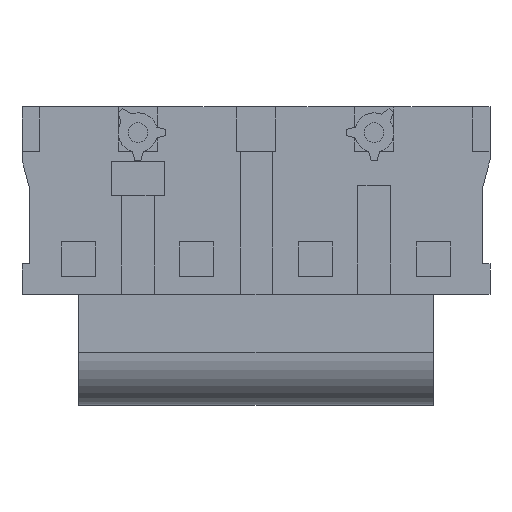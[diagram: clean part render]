
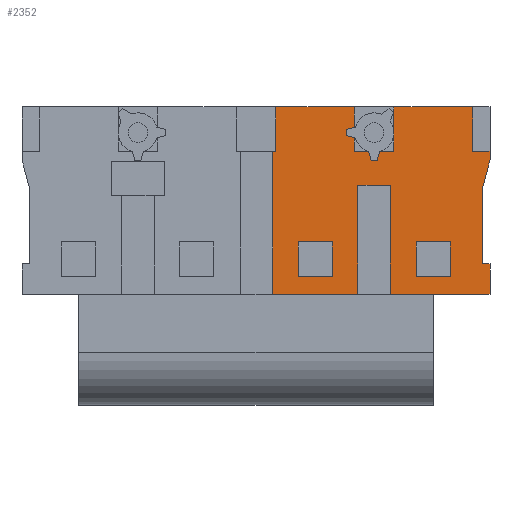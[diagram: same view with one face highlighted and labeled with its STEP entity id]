
A CAD part, front view. The second image highlights one B-rep face of the part: STEP entity #2352.
In plain terms, the highlighted planar face has unit normal (0, -1, 0).
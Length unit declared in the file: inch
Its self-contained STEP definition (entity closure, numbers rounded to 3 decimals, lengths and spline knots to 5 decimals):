
#185=DIRECTION('',(0.,0.,-1.));
#186=VECTOR('',#185,0.045);
#187=CARTESIAN_POINT('',(0.2115,-0.055,-0.05475));
#188=LINE('',#187,#186);
#189=DIRECTION('',(1.,0.,0.));
#190=VECTOR('',#189,0.045);
#191=CARTESIAN_POINT('',(0.2115,-0.055,-0.09975));
#192=LINE('',#191,#190);
#193=DIRECTION('',(0.,0.,-1.));
#194=VECTOR('',#193,0.045);
#195=CARTESIAN_POINT('',(0.2565,-0.055,-0.05475));
#196=LINE('',#195,#194);
#197=DIRECTION('',(1.,0.,0.));
#198=VECTOR('',#197,0.045);
#199=CARTESIAN_POINT('',(0.2115,-0.055,-0.05475));
#200=LINE('',#199,#198);
#201=DIRECTION('',(0.,0.,-1.));
#202=VECTOR('',#201,0.045);
#203=CARTESIAN_POINT('',(0.0555,-0.055,-0.05475));
#204=LINE('',#203,#202);
#205=DIRECTION('',(1.,0.,0.));
#206=VECTOR('',#205,0.045);
#207=CARTESIAN_POINT('',(0.0555,-0.055,-0.09975));
#208=LINE('',#207,#206);
#209=DIRECTION('',(0.,0.,-1.));
#210=VECTOR('',#209,0.045);
#211=CARTESIAN_POINT('',(0.1005,-0.055,-0.05475));
#212=LINE('',#211,#210);
#213=DIRECTION('',(1.,0.,0.));
#214=VECTOR('',#213,0.045);
#215=CARTESIAN_POINT('',(0.0555,-0.055,-0.05475));
#216=LINE('',#215,#214);
#249=DIRECTION('',(0.,0.,1.));
#250=VECTOR('',#249,0.1);
#251=CARTESIAN_POINT('',(0.299,-0.055,-0.08375));
#252=LINE('',#251,#250);
#253=DIRECTION('',(-1.,0.,0.));
#254=VECTOR('',#253,0.01);
#255=CARTESIAN_POINT('',(0.309,-0.055,-0.08375));
#256=LINE('',#255,#254);
#257=DIRECTION('',(1.,0.,0.));
#258=VECTOR('',#257,0.0565);
#259=CARTESIAN_POINT('',(0.1775,-0.055,-0.12375));
#260=LINE('',#259,#258);
#261=DIRECTION('',(0.,0.,1.));
#262=VECTOR('',#261,0.14375);
#263=CARTESIAN_POINT('',(0.1775,-0.055,-0.12375));
#264=LINE('',#263,#262);
#265=DIRECTION('',(-1.,0.,0.));
#266=VECTOR('',#265,0.043);
#267=CARTESIAN_POINT('',(0.1775,-0.055,0.02));
#268=LINE('',#267,#266);
#269=DIRECTION('',(0.,0.,1.));
#270=VECTOR('',#269,0.14375);
#271=CARTESIAN_POINT('',(0.1345,-0.055,-0.12375));
#272=LINE('',#271,#270);
#273=DIRECTION('',(1.,0.,0.));
#274=VECTOR('',#273,0.1125);
#275=CARTESIAN_POINT('',(0.022,-0.055,-0.12375));
#276=LINE('',#275,#274);
#277=DIRECTION('',(0.,0.,1.));
#278=VECTOR('',#277,0.1885);
#279=CARTESIAN_POINT('',(0.022,-0.055,-0.12375));
#280=LINE('',#279,#278);
#281=DIRECTION('',(1.,0.,0.));
#282=VECTOR('',#281,0.004);
#283=CARTESIAN_POINT('',(0.022,-0.055,0.06475));
#284=LINE('',#283,#282);
#285=DIRECTION('',(0.,0.,-1.));
#286=VECTOR('',#285,0.059);
#287=CARTESIAN_POINT('',(0.13,-0.055,0.12375));
#288=LINE('',#287,#286);
#289=DIRECTION('',(1.,0.,0.));
#290=VECTOR('',#289,0.052);
#291=CARTESIAN_POINT('',(0.13,-0.055,0.06475));
#292=LINE('',#291,#290);
#293=DIRECTION('',(0.,0.,-1.));
#294=VECTOR('',#293,0.059);
#295=CARTESIAN_POINT('',(0.286,-0.055,0.12375));
#296=LINE('',#295,#294);
#297=DIRECTION('',(1.,0.,0.));
#298=VECTOR('',#297,0.023);
#299=CARTESIAN_POINT('',(0.286,-0.055,0.06475));
#300=LINE('',#299,#298);
#301=DIRECTION('',(0.259,0.,0.966));
#302=VECTOR('',#301,0.03864);
#303=CARTESIAN_POINT('',(0.299,-0.055,0.01625));
#304=LINE('',#303,#302);
#621=DIRECTION('',(0.,0.,-1.));
#622=VECTOR('',#621,0.01118);
#623=CARTESIAN_POINT('',(0.309,-0.055,0.06475));
#624=LINE('',#623,#622);
#669=DIRECTION('',(0.,0.,-1.));
#670=VECTOR('',#669,0.04);
#671=CARTESIAN_POINT('',(0.309,-0.055,-0.08375));
#672=LINE('',#671,#670);
#757=DIRECTION('',(-1.,0.,0.));
#758=VECTOR('',#757,0.104);
#759=CARTESIAN_POINT('',(0.286,-0.055,0.12375));
#760=LINE('',#759,#758);
#769=DIRECTION('',(-1.,0.,0.));
#770=VECTOR('',#769,0.104);
#771=CARTESIAN_POINT('',(0.13,-0.055,0.12375));
#772=LINE('',#771,#770);
#973=DIRECTION('',(0.,0.,-1.));
#974=VECTOR('',#973,0.059);
#975=CARTESIAN_POINT('',(0.026,-0.055,0.12375));
#976=LINE('',#975,#974);
#1122=DIRECTION('',(0.,0.,-1.));
#1123=VECTOR('',#1122,0.059);
#1124=CARTESIAN_POINT('',(0.182,-0.055,0.12375));
#1125=LINE('',#1124,#1123);
#1420=DIRECTION('',(1.,0.,0.));
#1421=VECTOR('',#1420,0.075);
#1422=CARTESIAN_POINT('',(0.234,-0.055,-0.12375));
#1423=LINE('',#1422,#1421);
#1629=CARTESIAN_POINT('',(0.309,-0.055,-0.12375));
#1631=VERTEX_POINT('',#1629);
#1647=CARTESIAN_POINT('',(0.309,-0.055,0.06475));
#1648=VERTEX_POINT('',#1647);
#1650=CARTESIAN_POINT('',(0.182,-0.055,0.12375));
#1652=VERTEX_POINT('',#1650);
#1654=CARTESIAN_POINT('',(0.286,-0.055,0.12375));
#1656=VERTEX_POINT('',#1654);
#1660=CARTESIAN_POINT('',(0.182,-0.055,0.06475));
#1662=VERTEX_POINT('',#1660);
#1663=CARTESIAN_POINT('',(0.286,-0.055,0.06475));
#1664=VERTEX_POINT('',#1663);
#1666=CARTESIAN_POINT('',(0.026,-0.055,0.12375));
#1668=VERTEX_POINT('',#1666);
#1670=CARTESIAN_POINT('',(0.13,-0.055,0.12375));
#1672=VERTEX_POINT('',#1670);
#1675=CARTESIAN_POINT('',(0.026,-0.055,0.06475));
#1676=VERTEX_POINT('',#1675);
#1678=CARTESIAN_POINT('',(0.13,-0.055,0.06475));
#1680=VERTEX_POINT('',#1678);
#1765=CARTESIAN_POINT('',(0.234,-0.055,-0.12375));
#1767=VERTEX_POINT('',#1765);
#1789=CARTESIAN_POINT('',(0.2115,-0.055,-0.05475));
#1790=CARTESIAN_POINT('',(0.2115,-0.055,-0.09975));
#1791=VERTEX_POINT('',#1789);
#1792=VERTEX_POINT('',#1790);
#1793=CARTESIAN_POINT('',(0.2565,-0.055,-0.05475));
#1794=CARTESIAN_POINT('',(0.2565,-0.055,-0.09975));
#1795=VERTEX_POINT('',#1793);
#1796=VERTEX_POINT('',#1794);
#1937=CARTESIAN_POINT('',(0.1345,-0.055,-0.12375));
#1938=CARTESIAN_POINT('',(0.1345,-0.055,0.02));
#1939=VERTEX_POINT('',#1937);
#1940=VERTEX_POINT('',#1938);
#1941=CARTESIAN_POINT('',(0.1775,-0.055,-0.12375));
#1942=CARTESIAN_POINT('',(0.1775,-0.055,0.02));
#1943=VERTEX_POINT('',#1941);
#1944=VERTEX_POINT('',#1942);
#1961=CARTESIAN_POINT('',(0.0555,-0.055,-0.05475));
#1962=CARTESIAN_POINT('',(0.0555,-0.055,-0.09975));
#1963=VERTEX_POINT('',#1961);
#1964=VERTEX_POINT('',#1962);
#1965=CARTESIAN_POINT('',(0.1005,-0.055,-0.05475));
#1966=CARTESIAN_POINT('',(0.1005,-0.055,-0.09975));
#1967=VERTEX_POINT('',#1965);
#1968=VERTEX_POINT('',#1966);
#2061=CARTESIAN_POINT('',(0.022,-0.055,-0.12375));
#2062=CARTESIAN_POINT('',(0.022,-0.055,0.06475));
#2063=VERTEX_POINT('',#2061);
#2064=VERTEX_POINT('',#2062);
#2089=CARTESIAN_POINT('',(0.309,-0.055,0.05357));
#2091=VERTEX_POINT('',#2089);
#2093=CARTESIAN_POINT('',(0.309,-0.055,-0.08375));
#2095=VERTEX_POINT('',#2093);
#2097=CARTESIAN_POINT('',(0.299,-0.055,-0.08375));
#2098=CARTESIAN_POINT('',(0.299,-0.055,0.01625));
#2099=VERTEX_POINT('',#2097);
#2100=VERTEX_POINT('',#2098);
#2284=CARTESIAN_POINT('',(-0.309,-0.055,0.06475));
#2285=DIRECTION('',(0.,-1.,0.));
#2286=DIRECTION('',(0.,0.,-1.));
#2287=AXIS2_PLACEMENT_3D('',#2284,#2285,#2286);
#2288=PLANE('',#2287);
#2290=ORIENTED_EDGE('',*,*,#2289,.F.);
#2292=ORIENTED_EDGE('',*,*,#2291,.F.);
#2294=ORIENTED_EDGE('',*,*,#2293,.T.);
#2296=ORIENTED_EDGE('',*,*,#2295,.F.);
#2298=ORIENTED_EDGE('',*,*,#2297,.F.);
#2300=ORIENTED_EDGE('',*,*,#2299,.T.);
#2302=ORIENTED_EDGE('',*,*,#2301,.T.);
#2304=ORIENTED_EDGE('',*,*,#2303,.F.);
#2306=ORIENTED_EDGE('',*,*,#2305,.F.);
#2308=ORIENTED_EDGE('',*,*,#2307,.T.);
#2310=ORIENTED_EDGE('',*,*,#2309,.T.);
#2312=ORIENTED_EDGE('',*,*,#2311,.F.);
#2314=ORIENTED_EDGE('',*,*,#2313,.F.);
#2316=ORIENTED_EDGE('',*,*,#2315,.T.);
#2318=ORIENTED_EDGE('',*,*,#2317,.T.);
#2320=ORIENTED_EDGE('',*,*,#2319,.F.);
#2322=ORIENTED_EDGE('',*,*,#2321,.F.);
#2324=ORIENTED_EDGE('',*,*,#2323,.T.);
#2326=ORIENTED_EDGE('',*,*,#2325,.T.);
#2328=ORIENTED_EDGE('',*,*,#2327,.T.);
#2330=ORIENTED_EDGE('',*,*,#2329,.F.);
#2331=EDGE_LOOP('',(#2290,#2292,#2294,#2296,#2298,#2300,#2302,#2304,#2306,#2308,
#2310,#2312,#2314,#2316,#2318,#2320,#2322,#2324,#2326,#2328,#2330));
#2332=FACE_OUTER_BOUND('',#2331,.F.);
#2333=ORIENTED_EDGE('',*,*,#2258,.T.);
#2335=ORIENTED_EDGE('',*,*,#2334,.T.);
#2337=ORIENTED_EDGE('',*,*,#2336,.F.);
#2339=ORIENTED_EDGE('',*,*,#2338,.F.);
#2340=EDGE_LOOP('',(#2333,#2335,#2337,#2339));
#2341=FACE_BOUND('',#2340,.F.);
#2343=ORIENTED_EDGE('',*,*,#2342,.T.);
#2345=ORIENTED_EDGE('',*,*,#2344,.T.);
#2347=ORIENTED_EDGE('',*,*,#2346,.F.);
#2349=ORIENTED_EDGE('',*,*,#2348,.F.);
#2350=EDGE_LOOP('',(#2343,#2345,#2347,#2349));
#2351=FACE_BOUND('',#2350,.F.);
#2352=ADVANCED_FACE('',(#2332,#2341,#2351),#2288,.T.);
#2258=EDGE_CURVE('',#1791,#1792,#188,.T.);
#2289=EDGE_CURVE('',#2099,#2100,#252,.T.);
#2291=EDGE_CURVE('',#2095,#2099,#256,.T.);
#2293=EDGE_CURVE('',#2095,#1631,#672,.T.);
#2295=EDGE_CURVE('',#1767,#1631,#1423,.T.);
#2297=EDGE_CURVE('',#1943,#1767,#260,.T.);
#2299=EDGE_CURVE('',#1943,#1944,#264,.T.);
#2301=EDGE_CURVE('',#1944,#1940,#268,.T.);
#2303=EDGE_CURVE('',#1939,#1940,#272,.T.);
#2305=EDGE_CURVE('',#2063,#1939,#276,.T.);
#2307=EDGE_CURVE('',#2063,#2064,#280,.T.);
#2309=EDGE_CURVE('',#2064,#1676,#284,.T.);
#2311=EDGE_CURVE('',#1668,#1676,#976,.T.);
#2313=EDGE_CURVE('',#1672,#1668,#772,.T.);
#2315=EDGE_CURVE('',#1672,#1680,#288,.T.);
#2317=EDGE_CURVE('',#1680,#1662,#292,.T.);
#2319=EDGE_CURVE('',#1652,#1662,#1125,.T.);
#2321=EDGE_CURVE('',#1656,#1652,#760,.T.);
#2323=EDGE_CURVE('',#1656,#1664,#296,.T.);
#2325=EDGE_CURVE('',#1664,#1648,#300,.T.);
#2327=EDGE_CURVE('',#1648,#2091,#624,.T.);
#2329=EDGE_CURVE('',#2100,#2091,#304,.T.);
#2334=EDGE_CURVE('',#1792,#1796,#192,.T.);
#2336=EDGE_CURVE('',#1795,#1796,#196,.T.);
#2338=EDGE_CURVE('',#1791,#1795,#200,.T.);
#2342=EDGE_CURVE('',#1963,#1964,#204,.T.);
#2344=EDGE_CURVE('',#1964,#1968,#208,.T.);
#2346=EDGE_CURVE('',#1967,#1968,#212,.T.);
#2348=EDGE_CURVE('',#1963,#1967,#216,.T.);
